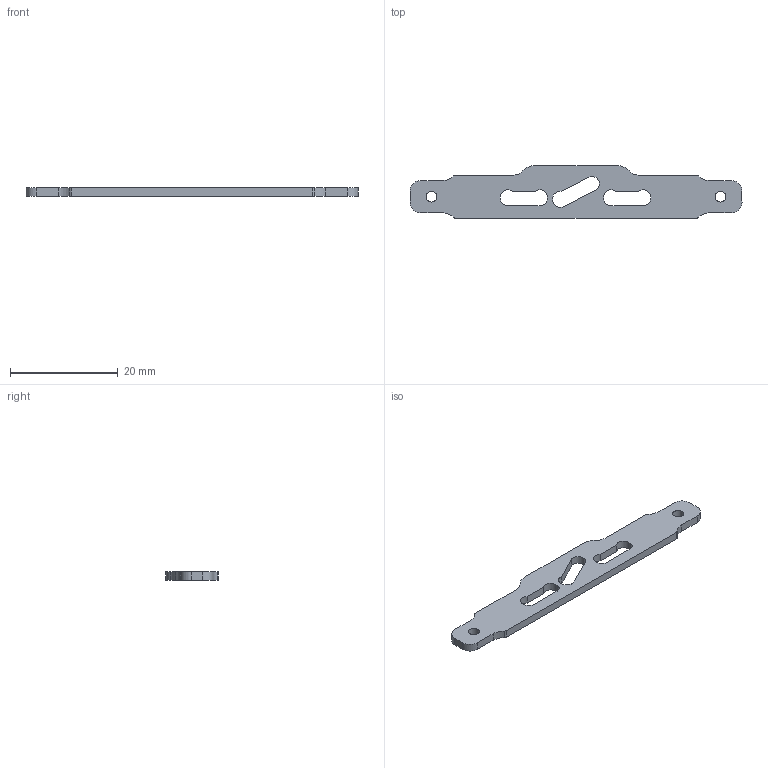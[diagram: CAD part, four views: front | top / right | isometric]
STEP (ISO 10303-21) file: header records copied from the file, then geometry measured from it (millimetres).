
FILE_DESCRIPTION(/* description */ (''),/* implementation_level */ '2;1');
FILE_NAME(/* name */ 'tirette plate.step',/* time_stamp */ '2022-11-11T11:37:36+01:00',/* author */ (''),/* organization */ (''),/* preprocessor_version */ 'ST-DEVELOPER v19.2',/* originating_system */ 'Autodesk Translation Framework v11.17.0.187',/* authorisation */ '');
FILE_SCHEMA (('AUTOMOTIVE_DESIGN { 1 0 10303 214 3 1 1 }'));
Length unit declared in the file: millimetre
Products named in the file (2): QD Plate home made; Tirette
Assembly tree (1 placements, depth 2):
  QD Plate home made
    Tirette
Bounding box: 61.7 x 9.75 x 1.5 mm (x, y, z)
Volume: 625.9 mm3; surface area: 1151.3 mm2
Topology: 1 solids, 1 shells, 52 faces, 150 edges, 100 vertices
Faces by surface type: cylinder 29, plane 23
Full cylindrical faces by diameter (mm): 2 x2
Entity records: 1840 total; most frequent: DIRECTION 318, CARTESIAN_POINT 305, ORIENTED_EDGE 300, EDGE_CURVE 150, AXIS2_PLACEMENT_3D 113, VERTEX_POINT 100, LINE 92, VECTOR 92
